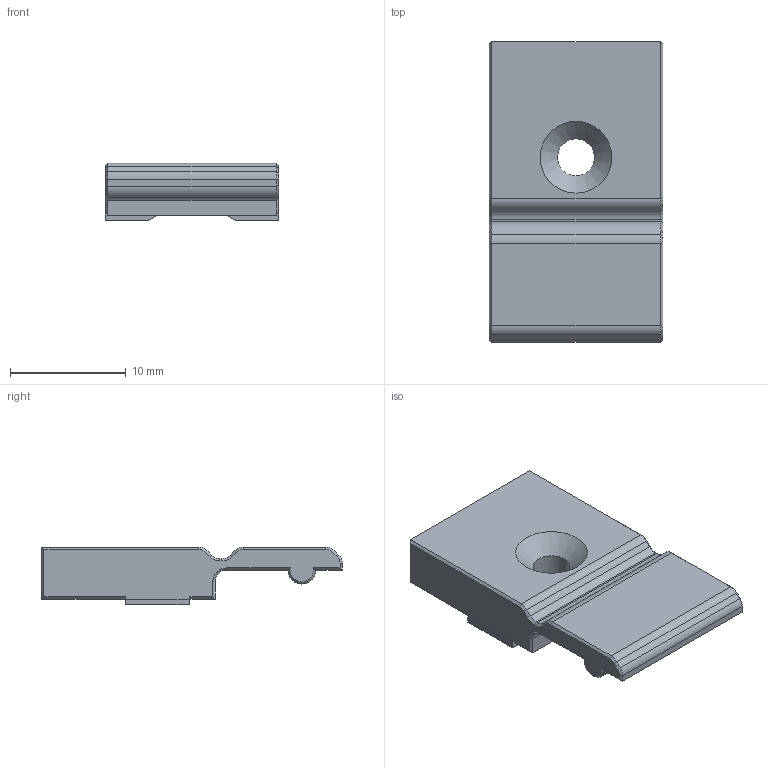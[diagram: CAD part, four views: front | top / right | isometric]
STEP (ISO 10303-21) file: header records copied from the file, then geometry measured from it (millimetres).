
FILE_DESCRIPTION(('FreeCAD Model'),'2;1');
FILE_NAME('Open CASCADE Shape Model','2025-09-13T17:02:14',(''),(''), 'Open CASCADE STEP processor 7.8','FreeCAD','Unknown');
FILE_SCHEMA(('AUTOMOTIVE_DESIGN { 1 0 10303 214 1 1 1 1 }'));
Length unit declared in the file: millimetre
Products named in the file (1): bucket_clamp_(FHCS)_x2
Bounding box: 15 x 26 x 5 mm (x, y, z)
Volume: 1310.6 mm3; surface area: 1132.8 mm2
Topology: 1 solids, 1 shells, 81 faces, 190 edges, 111 vertices
Faces by surface type: plane 55, cone 17, cylinder 9
Full cylindrical faces by diameter (mm): 3.2 x1
Entity records: 4791 total; most frequent: CARTESIAN_POINT 855, DIRECTION 757, LINE 505, VECTOR 505, ORIENTED_EDGE 380, PCURVE 380, DEFINITIONAL_REPRESENTATION 380, EDGE_CURVE 190
